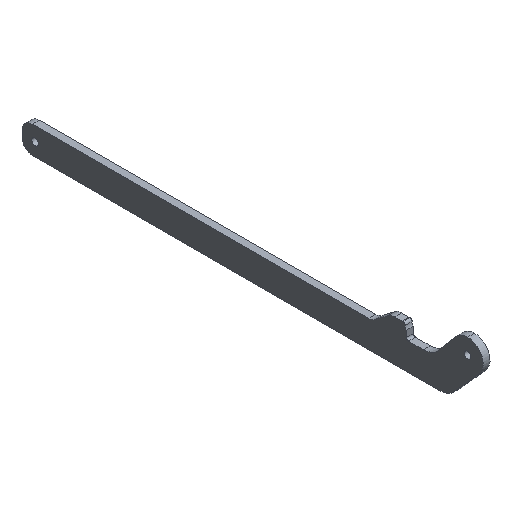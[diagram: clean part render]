
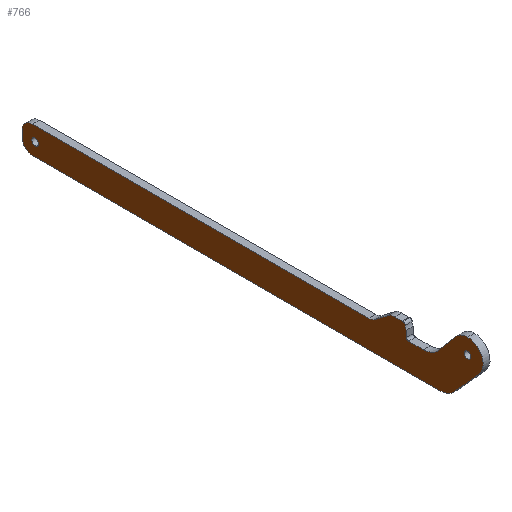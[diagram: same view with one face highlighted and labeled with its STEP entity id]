
A CAD part, isometric view. The second image highlights one B-rep face of the part: STEP entity #766.
In plain terms, the highlighted planar face has unit normal (-1, 0, 0).
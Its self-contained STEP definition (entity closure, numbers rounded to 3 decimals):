
#98=CARTESIAN_POINT('',(14.1,517.002,-42.));
#99=VERTEX_POINT('',#98);
#106=CARTESIAN_POINT('',(14.1,510.285,-42.));
#107=VERTEX_POINT('',#106);
#108=CARTESIAN_POINT('',(14.1,510.285,-42.));
#109=DIRECTION('',(0.,1.,0.));
#110=VECTOR('',#109,6.717);
#111=LINE('',#108,#110);
#112=EDGE_CURVE('',#107,#99,#111,.T.);
#138=CARTESIAN_POINT('',(14.1,503.243,-38.72));
#139=VERTEX_POINT('',#138);
#146=CARTESIAN_POINT('',(14.1,495.435,-29.431));
#147=VERTEX_POINT('',#146);
#148=CARTESIAN_POINT('',(14.1,503.243,-38.72));
#149=DIRECTION('',(-0.,-0.643,0.766));
#150=VECTOR('',#149,12.134);
#151=LINE('',#148,#150);
#152=EDGE_CURVE('',#139,#147,#151,.T.);
#168=CARTESIAN_POINT('',(14.1,490.,-26.899));
#169=VERTEX_POINT('',#168);
#186=CARTESIAN_POINT('',(14.1,490.,-34.));
#187=DIRECTION('',(1.,-0.,-0.));
#188=DIRECTION('',(0.,0.,1.));
#189=AXIS2_PLACEMENT_3D('',#186,#187,#188);
#190=CIRCLE('',#189,7.101);
#191=EDGE_CURVE('',#147,#169,#190,.T.);
#201=CARTESIAN_POINT('',(14.1,495.808,-51.317));
#202=VERTEX_POINT('',#201);
#203=CARTESIAN_POINT('',(14.1,484.675,-38.697));
#204=VERTEX_POINT('',#203);
#205=CARTESIAN_POINT('',(14.1,495.808,-51.317));
#206=DIRECTION('',(0.,-0.662,0.75));
#207=VECTOR('',#206,16.829);
#208=LINE('',#205,#207);
#209=EDGE_CURVE('',#202,#204,#208,.T.);
#251=CARTESIAN_POINT('',(14.1,502.707,-54.431));
#252=VERTEX_POINT('',#251);
#259=CARTESIAN_POINT('',(14.1,689.2,-54.431));
#260=VERTEX_POINT('',#259);
#261=CARTESIAN_POINT('',(14.1,502.707,-54.431));
#262=DIRECTION('',(0.,1.,0.));
#263=VECTOR('',#262,186.493);
#264=LINE('',#261,#263);
#265=EDGE_CURVE('',#252,#260,#264,.T.);
#281=CARTESIAN_POINT('',(14.1,694.,-46.8));
#282=VERTEX_POINT('',#281);
#283=CARTESIAN_POINT('',(14.1,694.,-49.631));
#284=VERTEX_POINT('',#283);
#285=CARTESIAN_POINT('',(14.1,694.,-46.8));
#286=DIRECTION('',(-0.,-0.,-1.));
#287=VECTOR('',#286,2.831);
#288=LINE('',#285,#287);
#289=EDGE_CURVE('',#282,#284,#288,.T.);
#321=CARTESIAN_POINT('',(14.1,535.193,-42.));
#322=VERTEX_POINT('',#321);
#323=CARTESIAN_POINT('',(14.1,689.2,-42.));
#324=VERTEX_POINT('',#323);
#325=CARTESIAN_POINT('',(14.1,535.193,-42.));
#326=DIRECTION('',(0.,1.,0.));
#327=VECTOR('',#326,154.007);
#328=LINE('',#325,#327);
#329=EDGE_CURVE('',#322,#324,#328,.T.);
#361=CARTESIAN_POINT('',(14.1,526.345,-36.528));
#362=VERTEX_POINT('',#361);
#363=CARTESIAN_POINT('',(14.1,532.155,-40.972));
#364=VERTEX_POINT('',#363);
#365=CARTESIAN_POINT('',(14.1,526.345,-36.528));
#366=DIRECTION('',(0.,0.794,-0.607));
#367=VECTOR('',#366,7.315);
#368=LINE('',#365,#367);
#369=EDGE_CURVE('',#362,#364,#368,.T.);
#411=CARTESIAN_POINT('',(14.1,523.307,-35.5));
#412=VERTEX_POINT('',#411);
#419=CARTESIAN_POINT('',(14.1,520.,-35.5));
#420=VERTEX_POINT('',#419);
#421=CARTESIAN_POINT('',(14.1,520.,-35.5));
#422=DIRECTION('',(0.,1.,0.));
#423=VECTOR('',#422,3.307);
#424=LINE('',#421,#423);
#425=EDGE_CURVE('',#420,#412,#424,.T.);
#441=CARTESIAN_POINT('',(14.1,519.7,-35.505));
#442=VERTEX_POINT('',#441);
#443=CARTESIAN_POINT('',(14.1,520.,-35.5));
#444=DIRECTION('',(-0.,-1.,-0.018));
#445=VECTOR('',#444,0.3);
#446=LINE('',#443,#445);
#447=EDGE_CURVE('',#420,#442,#446,.T.);
#483=CARTESIAN_POINT('',(14.1,518.534,-36.535));
#484=VERTEX_POINT('',#483);
#491=CARTESIAN_POINT('',(14.1,518.002,-38.165));
#492=VERTEX_POINT('',#491);
#493=CARTESIAN_POINT('',(14.1,513.585,-35.823));
#494=DIRECTION('',(1.,-0.,-0.));
#495=DIRECTION('',(0.,0.,1.));
#496=AXIS2_PLACEMENT_3D('',#493,#494,#495);
#497=CIRCLE('',#496,5.);
#498=EDGE_CURVE('',#492,#484,#497,.T.);
#514=CARTESIAN_POINT('',(14.1,688.,-47.));
#515=VERTEX_POINT('',#514);
#524=CARTESIAN_POINT('',(14.1,688.,-48.5));
#525=DIRECTION('',(1.,-0.,-0.));
#526=DIRECTION('',(0.,0.,1.));
#527=AXIS2_PLACEMENT_3D('',#524,#525,#526);
#528=CIRCLE('',#527,1.5);
#529=EDGE_CURVE('',#515,#515,#528,.T.);
#547=CARTESIAN_POINT('',(14.1,518.002,-41.));
#548=VERTEX_POINT('',#547);
#549=CARTESIAN_POINT('',(14.1,518.002,-38.165));
#550=DIRECTION('',(-0.,-0.,-1.));
#551=VECTOR('',#550,2.835);
#552=LINE('',#549,#551);
#553=EDGE_CURVE('',#492,#548,#552,.T.);
#670=CARTESIAN_POINT('',(14.1,0.,0.));
#671=DIRECTION('',(1.,0.,0.));
#672=DIRECTION('',(0.,1.,0.));
#673=AXIS2_PLACEMENT_3D('',#670,#671,#672);
#674=PLANE('',#673);
#675=CARTESIAN_POINT('',(14.1,490.,-35.5));
#676=VERTEX_POINT('',#675);
#677=CARTESIAN_POINT('',(14.1,490.,-34.));
#678=DIRECTION('',(1.,0.,0.));
#679=DIRECTION('',(0.,0.,-1.));
#680=AXIS2_PLACEMENT_3D('',#677,#678,#679);
#681=CIRCLE('',#680,1.5);
#682=EDGE_CURVE('',#676,#676,#681,.T.);
#683=ORIENTED_EDGE('',*,*,#682,.T.);
#684=EDGE_LOOP('',(#683));
#685=FACE_BOUND('',#684,.T.);
#686=ORIENTED_EDGE('',*,*,#529,.T.);
#687=EDGE_LOOP('',(#686));
#688=FACE_BOUND('',#687,.T.);
#689=ORIENTED_EDGE('',*,*,#498,.T.);
#690=CARTESIAN_POINT('',(14.1,519.722,-36.705));
#691=DIRECTION('',(-1.,0.,0.));
#692=DIRECTION('',(0.,0.,1.));
#693=AXIS2_PLACEMENT_3D('',#690,#691,#692);
#694=CIRCLE('',#693,1.2);
#695=EDGE_CURVE('',#484,#442,#694,.T.);
#696=ORIENTED_EDGE('',*,*,#695,.T.);
#697=ORIENTED_EDGE('',*,*,#447,.F.);
#698=ORIENTED_EDGE('',*,*,#425,.T.);
#699=CARTESIAN_POINT('',(14.1,523.307,-40.5));
#700=DIRECTION('',(-1.,0.,0.));
#701=DIRECTION('',(0.,0.,1.));
#702=AXIS2_PLACEMENT_3D('',#699,#700,#701);
#703=CIRCLE('',#702,5.);
#704=EDGE_CURVE('',#412,#362,#703,.T.);
#705=ORIENTED_EDGE('',*,*,#704,.T.);
#706=ORIENTED_EDGE('',*,*,#369,.T.);
#707=CARTESIAN_POINT('',(14.1,535.193,-37.));
#708=DIRECTION('',(1.,0.,0.));
#709=DIRECTION('',(0.,0.,-1.));
#710=AXIS2_PLACEMENT_3D('',#707,#708,#709);
#711=CIRCLE('',#710,5.);
#712=EDGE_CURVE('',#364,#322,#711,.T.);
#713=ORIENTED_EDGE('',*,*,#712,.T.);
#714=ORIENTED_EDGE('',*,*,#329,.T.);
#715=CARTESIAN_POINT('',(14.1,689.2,-46.8));
#716=DIRECTION('',(-1.,0.,0.));
#717=DIRECTION('',(0.,0.,1.));
#718=AXIS2_PLACEMENT_3D('',#715,#716,#717);
#719=CIRCLE('',#718,4.8);
#720=EDGE_CURVE('',#324,#282,#719,.T.);
#721=ORIENTED_EDGE('',*,*,#720,.T.);
#722=ORIENTED_EDGE('',*,*,#289,.T.);
#723=CARTESIAN_POINT('',(14.1,689.2,-49.631));
#724=DIRECTION('',(-1.,-0.,-0.));
#725=DIRECTION('',(0.,0.,-1.));
#726=AXIS2_PLACEMENT_3D('',#723,#724,#725);
#727=CIRCLE('',#726,4.8);
#728=EDGE_CURVE('',#284,#260,#727,.T.);
#729=ORIENTED_EDGE('',*,*,#728,.T.);
#730=ORIENTED_EDGE('',*,*,#265,.F.);
#731=CARTESIAN_POINT('',(14.1,502.707,-45.231));
#732=DIRECTION('',(-1.,-0.,-0.));
#733=DIRECTION('',(0.,0.,-1.));
#734=AXIS2_PLACEMENT_3D('',#731,#732,#733);
#735=CIRCLE('',#734,9.2);
#736=EDGE_CURVE('',#252,#202,#735,.T.);
#737=ORIENTED_EDGE('',*,*,#736,.T.);
#738=ORIENTED_EDGE('',*,*,#209,.T.);
#739=CARTESIAN_POINT('',(14.1,490.,-34.));
#740=DIRECTION('',(1.,-0.,-0.));
#741=DIRECTION('',(0.,0.,1.));
#742=AXIS2_PLACEMENT_3D('',#739,#740,#741);
#743=CIRCLE('',#742,7.101);
#744=EDGE_CURVE('',#169,#204,#743,.T.);
#745=ORIENTED_EDGE('',*,*,#744,.F.);
#746=ORIENTED_EDGE('',*,*,#191,.F.);
#747=ORIENTED_EDGE('',*,*,#152,.F.);
#748=CARTESIAN_POINT('',(14.1,510.285,-32.8));
#749=DIRECTION('',(1.,-0.,-0.));
#750=DIRECTION('',(0.,0.,1.));
#751=AXIS2_PLACEMENT_3D('',#748,#749,#750);
#752=CIRCLE('',#751,9.2);
#753=EDGE_CURVE('',#139,#107,#752,.T.);
#754=ORIENTED_EDGE('',*,*,#753,.T.);
#755=ORIENTED_EDGE('',*,*,#112,.T.);
#756=CARTESIAN_POINT('',(14.1,517.002,-41.));
#757=DIRECTION('',(1.,-0.,-0.));
#758=DIRECTION('',(0.,0.,1.));
#759=AXIS2_PLACEMENT_3D('',#756,#757,#758);
#760=CIRCLE('',#759,1.);
#761=EDGE_CURVE('',#99,#548,#760,.T.);
#762=ORIENTED_EDGE('',*,*,#761,.T.);
#763=ORIENTED_EDGE('',*,*,#553,.F.);
#764=EDGE_LOOP('',(#689,#696,#697,#698,#705,#706,#713,#714,#721,#722,#729,#730,#737,#738,#745,#746,#747,#754,#755,#762,#763));
#765=FACE_BOUND('',#764,.T.);
#766=ADVANCED_FACE('',(#685,#688,#765),#674,.F.);
